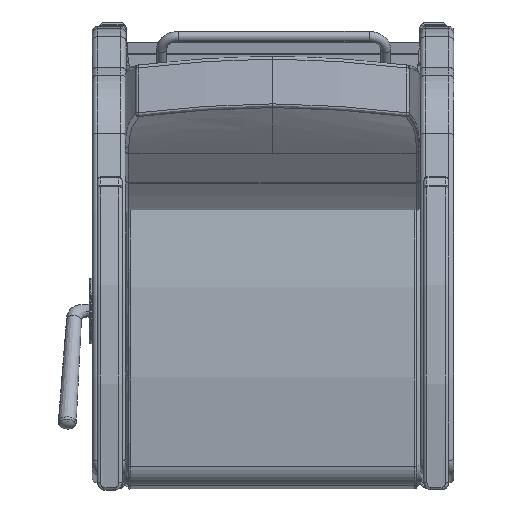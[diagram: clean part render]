
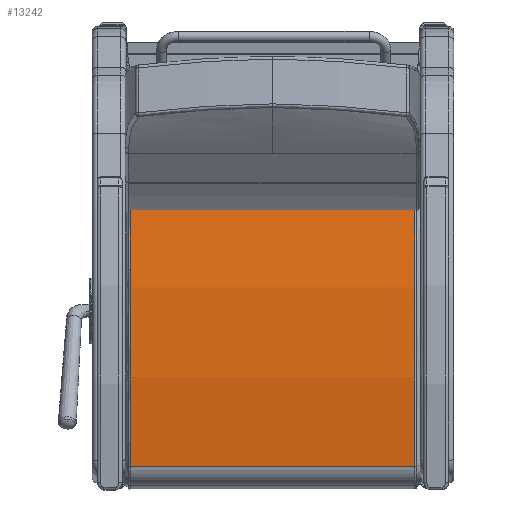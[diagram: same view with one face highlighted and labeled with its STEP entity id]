
A CAD part, front view. The second image highlights one B-rep face of the part: STEP entity #13242.
In plain terms, the highlighted free-form (B-spline) face has degree [3, 1] with [18, 2] control points.
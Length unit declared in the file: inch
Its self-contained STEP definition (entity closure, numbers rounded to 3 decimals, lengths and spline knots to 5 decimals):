
#929=ELLIPSE('',#14894,60.30357,60.25);
#931=ELLIPSE('',#14916,60.30357,60.25);
#1932=LINE('',#36005,#2706);
#1933=LINE('',#36044,#2707);
#2706=VECTOR('',#18404,0.3937);
#2707=VECTOR('',#18407,0.3937);
#3530=FACE_OUTER_BOUND('',#4428,.T.);
#4428=EDGE_LOOP('',(#11360,#11361,#11362,#11363));
#6571=VERTEX_POINT('',#35636);
#6572=VERTEX_POINT('',#35637);
#6591=VERTEX_POINT('',#36004);
#6592=VERTEX_POINT('',#36043);
#8220=EDGE_CURVE('',#6571,#6572,#929,.T.);
#8249=EDGE_CURVE('',#6591,#6572,#1932,.T.);
#8251=EDGE_CURVE('',#6592,#6571,#1933,.T.);
#8252=EDGE_CURVE('',#6591,#6592,#931,.T.);
#11360=ORIENTED_EDGE('',*,*,#8220,.F.);
#11361=ORIENTED_EDGE('',*,*,#8251,.F.);
#11362=ORIENTED_EDGE('',*,*,#8252,.F.);
#11363=ORIENTED_EDGE('',*,*,#8249,.T.);
#12657=B_SPLINE_SURFACE_WITH_KNOTS('',3,1,((#36007,#36008),(#36009,#36010),
(#36011,#36012),(#36013,#36014),(#36015,#36016),(#36017,#36018),(#36019,
#36020),(#36021,#36022),(#36023,#36024),(#36025,#36026),(#36027,#36028),
(#36029,#36030),(#36031,#36032),(#36033,#36034),(#36035,#36036),(#36037,
#36038),(#36039,#36040),(#36041,#36042)),.UNSPECIFIED.,.F.,.F.,.F.,(4,1,
1,1,1,1,1,1,1,1,1,1,1,1,1,4),(2,2),(-1.69612,-1.66826,
-1.6404,-1.62647,-1.59861,-1.58468,
-1.55682,-1.54289,-1.51503,-1.5011,-1.47324,
-1.45931,-1.43145,-1.41752,-1.38966,
-1.3618),(0.,81.915),.UNSPECIFIED.);
#13242=ADVANCED_FACE('',(#3530),#12657,.T.);
#14894=AXIS2_PLACEMENT_3D('',#35638,#18353,#18354);
#14916=AXIS2_PLACEMENT_3D('',#36045,#18408,#18409);
#18353=DIRECTION('center_axis',(0.,0.,
-1.));
#18354=DIRECTION('ref_axis',(1.,0.,0.));
#18404=DIRECTION('',(0.,0.,-1.));
#18407=DIRECTION('',(0.,0.,-1.));
#18408=DIRECTION('center_axis',(0.,0.,1.));
#18409=DIRECTION('ref_axis',(1.,0.,0.));
#35636=CARTESIAN_POINT('',(3.60935,-1.68389,0.624));
#35637=CARTESIAN_POINT('',(23.65848,-2.52291,0.624));
#35638=CARTESIAN_POINT('Origin',(11.14546,-61.46156,0.624));
#36004=CARTESIAN_POINT('',(23.65848,-2.52291,21.876));
#36005=CARTESIAN_POINT('',(23.65848,-2.52291,22.));
#36007=CARTESIAN_POINT('Ctrl Pts',(3.60935,-1.68389,22.));
#36008=CARTESIAN_POINT('Ctrl Pts',(3.60935,-1.68389,-10.25));
#36009=CARTESIAN_POINT('Ctrl Pts',(4.16497,-1.61396,22.));
#36010=CARTESIAN_POINT('Ctrl Pts',(4.16497,-1.61396,-10.25));
#36011=CARTESIAN_POINT('Ctrl Pts',(5.27817,-1.48959,22.));
#36012=CARTESIAN_POINT('Ctrl Pts',(5.27817,-1.48959,-10.25));
#36013=CARTESIAN_POINT('Ctrl Pts',(6.67346,-1.3729,22.));
#36014=CARTESIAN_POINT('Ctrl Pts',(6.67346,-1.3729,-10.25));
#36015=CARTESIAN_POINT('Ctrl Pts',(8.07078,-1.28537,22.));
#36016=CARTESIAN_POINT('Ctrl Pts',(8.07078,-1.28537,-10.25));
#36017=CARTESIAN_POINT('Ctrl Pts',(9.18994,-1.2387,22.));
#36018=CARTESIAN_POINT('Ctrl Pts',(9.18994,-1.2387,-10.25));
#36019=CARTESIAN_POINT('Ctrl Pts',(10.5897,-1.20957,22.));
#36020=CARTESIAN_POINT('Ctrl Pts',(10.5897,-1.20957,-10.25));
#36021=CARTESIAN_POINT('Ctrl Pts',(11.70984,-1.20965,22.));
#36022=CARTESIAN_POINT('Ctrl Pts',(11.70984,-1.20965,-10.25));
#36023=CARTESIAN_POINT('Ctrl Pts',(13.1096,-1.23898,22.));
#36024=CARTESIAN_POINT('Ctrl Pts',(13.1096,-1.23898,-10.25));
#36025=CARTESIAN_POINT('Ctrl Pts',(14.22875,-1.28581,22.));
#36026=CARTESIAN_POINT('Ctrl Pts',(14.22875,-1.28581,-10.25));
#36027=CARTESIAN_POINT('Ctrl Pts',(15.62606,-1.37354,22.));
#36028=CARTESIAN_POINT('Ctrl Pts',(15.62606,-1.37354,-10.25));
#36029=CARTESIAN_POINT('Ctrl Pts',(16.74228,-1.46705,22.));
#36030=CARTESIAN_POINT('Ctrl Pts',(16.74228,-1.46705,-10.25));
#36031=CARTESIAN_POINT('Ctrl Pts',(18.1347,-1.61302,22.));
#36032=CARTESIAN_POINT('Ctrl Pts',(18.1347,-1.61302,-10.25));
#36033=CARTESIAN_POINT('Ctrl Pts',(19.24603,-1.75304,22.));
#36034=CARTESIAN_POINT('Ctrl Pts',(19.24603,-1.75304,-10.25));
#36035=CARTESIAN_POINT('Ctrl Pts',(20.63114,-1.95701,22.));
#36036=CARTESIAN_POINT('Ctrl Pts',(20.63114,-1.95701,-10.25));
#36037=CARTESIAN_POINT('Ctrl Pts',(22.01177,-2.18986,22.));
#36038=CARTESIAN_POINT('Ctrl Pts',(22.01177,-2.18986,-10.25));
#36039=CARTESIAN_POINT('Ctrl Pts',(23.11066,-2.40681,22.));
#36040=CARTESIAN_POINT('Ctrl Pts',(23.11066,-2.40681,-10.25));
#36041=CARTESIAN_POINT('Ctrl Pts',(23.65848,-2.52291,22.));
#36042=CARTESIAN_POINT('Ctrl Pts',(23.65848,-2.52291,-10.25));
#36043=CARTESIAN_POINT('',(3.60935,-1.68389,21.876));
#36044=CARTESIAN_POINT('',(3.60935,-1.68389,22.));
#36045=CARTESIAN_POINT('Origin',(11.14546,-61.46156,21.876));
